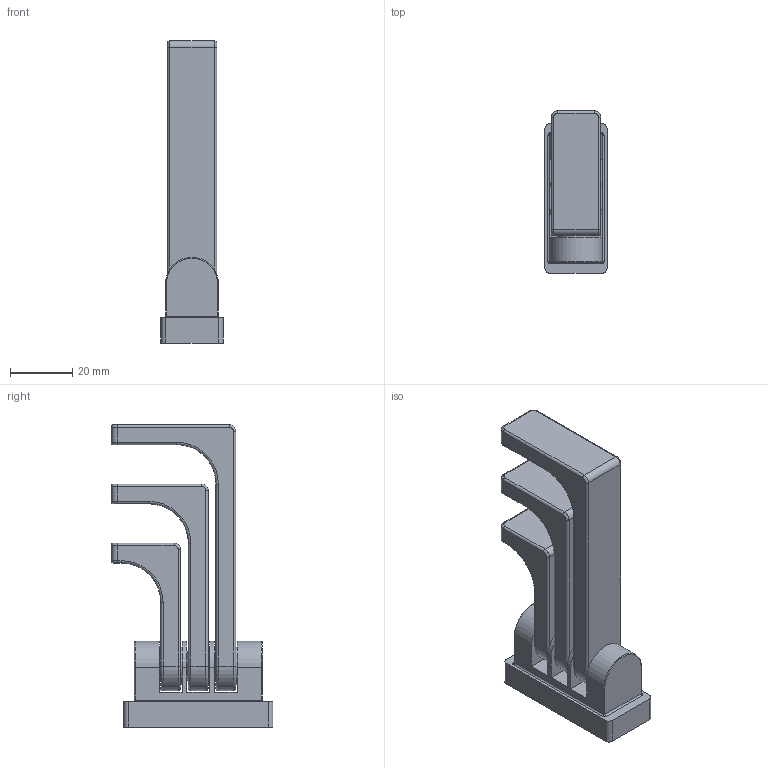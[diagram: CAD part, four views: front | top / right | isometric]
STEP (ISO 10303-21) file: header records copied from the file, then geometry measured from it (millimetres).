
FILE_DESCRIPTION((''),'2;1');
FILE_NAME('3011T','2022-06-28T08:35:30',('rsmith'),(''),'CREO PARAMETRIC BY PTC INC, 2019352','CREO PARAMETRIC BY PTC INC, 2019352','');
FILE_SCHEMA(('CONFIG_CONTROL_DESIGN'));
Length unit declared in the file: inch
Products named in the file (1): 3011T
Bounding box: 19.99 x 52.12 x 97.26 mm (x, y, z)
Volume: 43458.5 mm3; surface area: 17168.3 mm2
Topology: 1 solids, 1 shells, 152 faces, 348 edges, 208 vertices
Faces by surface type: cylinder 67, plane 43, torus 42
Entity records: 4324 total; most frequent: DIRECTION 840, CARTESIAN_POINT 708, ORIENTED_EDGE 696, EDGE_CURVE 348, AXIS2_PLACEMENT_3D 340, VERTEX_POINT 208, CIRCLE 188, EDGE_LOOP 162
